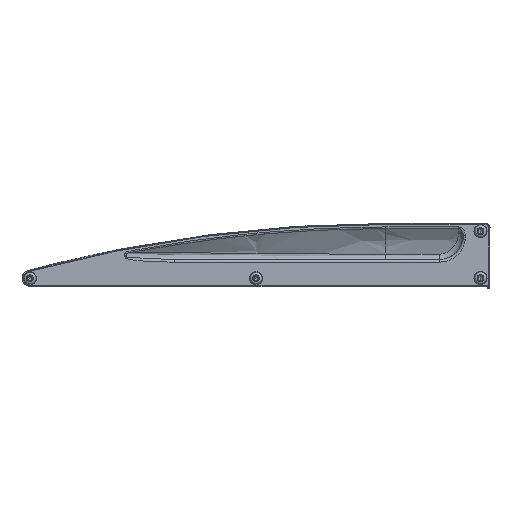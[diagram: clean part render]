
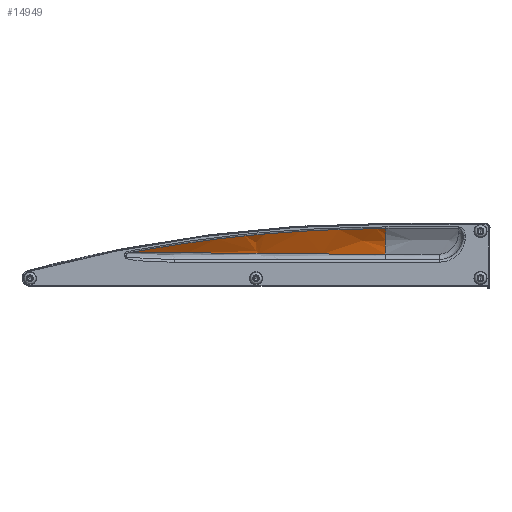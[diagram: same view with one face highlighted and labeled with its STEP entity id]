
A CAD part, front view. The second image highlights one B-rep face of the part: STEP entity #14949.
In plain terms, the highlighted free-form (B-spline) face has degree [3, 3] with [4, 8] control points.
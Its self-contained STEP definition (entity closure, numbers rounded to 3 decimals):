
#606=LINE('',#27435,#1323);
#1323=VECTOR('',#18564,10.);
#2338=FACE_OUTER_BOUND('',#3356,.T.);
#3356=EDGE_LOOP('',(#10428,#10429,#10430,#10431,#10432,#10433,#10434));
#4418=B_SPLINE_CURVE_WITH_KNOTS('',3,(#27414,#27415,#27416,#27417,#27418,
#27419,#27420,#27421,#27422,#27423,#27424,#27425,#27426,#27427,#27428,#27429,
#27430,#27431,#27432,#27433),.UNSPECIFIED.,.F.,.F.,(4,2,2,2,2,2,2,2,2,4),
(0.,0.02,0.04,0.061,0.081,
0.101,0.121,0.141,0.151,
0.162),.UNSPECIFIED.);
#4954=CIRCLE('',#16229,28.695);
#4955=CIRCLE('',#16230,878.403);
#4956=CIRCLE('',#16231,879.023);
#4957=CIRCLE('',#16232,878.288);
#5789=ELLIPSE('',#16233,843.731,809.704);
#6395=VERTEX_POINT('',#27266);
#6396=VERTEX_POINT('',#27267);
#6400=VERTEX_POINT('',#27413);
#6401=VERTEX_POINT('',#27434);
#6402=VERTEX_POINT('',#27436);
#6403=VERTEX_POINT('',#27438);
#6404=VERTEX_POINT('',#27440);
#7911=EDGE_CURVE('',#6395,#6396,#4954,.T.);
#7916=EDGE_CURVE('',#6396,#6400,#4418,.T.);
#7917=EDGE_CURVE('',#6401,#6395,#606,.T.);
#7918=EDGE_CURVE('',#6402,#6401,#4955,.T.);
#7919=EDGE_CURVE('',#6403,#6402,#4956,.T.);
#7920=EDGE_CURVE('',#6404,#6403,#4957,.T.);
#7921=EDGE_CURVE('',#6400,#6404,#5789,.T.);
#10428=ORIENTED_EDGE('',*,*,#7916,.F.);
#10429=ORIENTED_EDGE('',*,*,#7911,.F.);
#10430=ORIENTED_EDGE('',*,*,#7917,.F.);
#10431=ORIENTED_EDGE('',*,*,#7918,.F.);
#10432=ORIENTED_EDGE('',*,*,#7919,.F.);
#10433=ORIENTED_EDGE('',*,*,#7920,.F.);
#10434=ORIENTED_EDGE('',*,*,#7921,.F.);
#14548=(
BOUNDED_SURFACE()
B_SPLINE_SURFACE(3,3,((#27381,#27382,#27383,#27384,#27385,#27386,#27387,
#27388),(#27389,#27390,#27391,#27392,#27393,#27394,#27395,#27396),(#27397,
#27398,#27399,#27400,#27401,#27402,#27403,#27404),(#27405,#27406,#27407,
#27408,#27409,#27410,#27411,#27412)),.UNSPECIFIED.,.F.,.F.,.F.)
B_SPLINE_SURFACE_WITH_KNOTS((4,4),(4,2,2,4),(0.,1.),(0.,0.501,
0.994,1.),.UNSPECIFIED.)
GEOMETRIC_REPRESENTATION_ITEM()
RATIONAL_B_SPLINE_SURFACE(((1.,1.,1.,1.,1.,1.,1.,1.),(0.952,
0.952,0.952,0.952,0.952,0.952,
0.952,0.952),(0.952,0.952,0.952,
0.952,0.952,0.952,0.952,0.952),
(1.,1.,1.,1.,1.,1.,1.,1.)))
REPRESENTATION_ITEM('')
SURFACE()
);
#14949=ADVANCED_FACE('',(#2338),#14548,.T.);
#16229=AXIS2_PLACEMENT_3D('',#27268,#18560,#18561);
#16230=AXIS2_PLACEMENT_3D('',#27437,#18565,#18566);
#16231=AXIS2_PLACEMENT_3D('',#27439,#18567,#18568);
#16232=AXIS2_PLACEMENT_3D('',#27441,#18569,#18570);
#16233=AXIS2_PLACEMENT_3D('',#27442,#18571,#18572);
#18560=DIRECTION('center_axis',(-0.999,-0.052,
0.));
#18561=DIRECTION('ref_axis',(-0.052,0.993,0.11));
#18564=DIRECTION('',(1.,0.,0.));
#18565=DIRECTION('center_axis',(0.,1.,0.));
#18566=DIRECTION('ref_axis',(0.,0.,1.));
#18567=DIRECTION('center_axis',(0.,1.,
0.));
#18568=DIRECTION('ref_axis',(-0.007,0.,
1.));
#18569=DIRECTION('center_axis',(0.,1.,0.));
#18570=DIRECTION('ref_axis',(-0.088,0.,0.996));
#18571=DIRECTION('center_axis',(0.,1.,
0.));
#18572=DIRECTION('ref_axis',(0.987,0.,0.16));
#27266=CARTESIAN_POINT('',(-67.416,17.422,16.706));
#27267=CARTESIAN_POINT('',(-67.804,24.825,0.436));
#27268=CARTESIAN_POINT('Origin',(-66.312,-3.656,-2.734));
#27381=CARTESIAN_POINT('Ctrl Pts',(-235.01,17.,1.064));
#27382=CARTESIAN_POINT('Ctrl Pts',(-207.199,17.,6.458));
#27383=CARTESIAN_POINT('Ctrl Pts',(-179.127,17.,10.508));
#27384=CARTESIAN_POINT('Ctrl Pts',(-123.165,17.,15.838));
#27385=CARTESIAN_POINT('Ctrl Pts',(-95.28,17.,17.16));
#27386=CARTESIAN_POINT('Ctrl Pts',(-67.053,17.,17.155));
#27387=CARTESIAN_POINT('Ctrl Pts',(-66.711,17.,17.155));
#27388=CARTESIAN_POINT('Ctrl Pts',(-66.369,17.,17.155));
#27389=CARTESIAN_POINT('Ctrl Pts',(-234.245,22.198,-4.302));
#27390=CARTESIAN_POINT('Ctrl Pts',(-206.607,22.198,1.067));
#27391=CARTESIAN_POINT('Ctrl Pts',(-178.709,22.198,5.101));
#27392=CARTESIAN_POINT('Ctrl Pts',(-123.094,22.198,10.415));
#27393=CARTESIAN_POINT('Ctrl Pts',(-95.38,22.198,11.738));
#27394=CARTESIAN_POINT('Ctrl Pts',(-67.327,22.198,11.742));
#27395=CARTESIAN_POINT('Ctrl Pts',(-66.988,22.198,11.742));
#27396=CARTESIAN_POINT('Ctrl Pts',(-66.648,22.198,11.742));
#27397=CARTESIAN_POINT('Ctrl Pts',(-233.062,25.,-11.169));
#27398=CARTESIAN_POINT('Ctrl Pts',(-205.645,25.,-5.837));
#27399=CARTESIAN_POINT('Ctrl Pts',(-177.97,25.,-1.831));
#27400=CARTESIAN_POINT('Ctrl Pts',(-122.799,25.,3.451));
#27401=CARTESIAN_POINT('Ctrl Pts',(-95.306,25.,4.768));
#27402=CARTESIAN_POINT('Ctrl Pts',(-67.477,25.,4.776));
#27403=CARTESIAN_POINT('Ctrl Pts',(-67.14,25.,4.776));
#27404=CARTESIAN_POINT('Ctrl Pts',(-66.803,25.,4.776));
#27405=CARTESIAN_POINT('Ctrl Pts',(-231.631,25.,-18.541));
#27406=CARTESIAN_POINT('Ctrl Pts',(-204.451,25.,-13.256));
#27407=CARTESIAN_POINT('Ctrl Pts',(-177.015,25.,-9.284));
#27408=CARTESIAN_POINT('Ctrl Pts',(-122.323,25.,-4.048));
#27409=CARTESIAN_POINT('Ctrl Pts',(-95.068,25.,-2.742));
#27410=CARTESIAN_POINT('Ctrl Pts',(-67.48,25.,-2.734));
#27411=CARTESIAN_POINT('Ctrl Pts',(-67.146,25.,-2.734));
#27412=CARTESIAN_POINT('Ctrl Pts',(-66.812,25.,-2.734));
#27413=CARTESIAN_POINT('',(-228.982,17.422,1.754));
#27414=CARTESIAN_POINT('Ctrl Pts',(-67.804,24.825,0.436));
#27415=CARTESIAN_POINT('Ctrl Pts',(-74.535,24.824,0.436));
#27416=CARTESIAN_POINT('Ctrl Pts',(-81.266,24.815,0.445));
#27417=CARTESIAN_POINT('Ctrl Pts',(-94.728,24.772,0.48));
#27418=CARTESIAN_POINT('Ctrl Pts',(-101.459,24.739,0.506));
#27419=CARTESIAN_POINT('Ctrl Pts',(-114.92,24.635,0.573));
#27420=CARTESIAN_POINT('Ctrl Pts',(-121.65,24.563,0.615));
#27421=CARTESIAN_POINT('Ctrl Pts',(-135.11,24.358,0.714));
#27422=CARTESIAN_POINT('Ctrl Pts',(-141.839,24.224,0.771));
#27423=CARTESIAN_POINT('Ctrl Pts',(-155.294,23.858,0.896));
#27424=CARTESIAN_POINT('Ctrl Pts',(-162.021,23.626,0.965));
#27425=CARTESIAN_POINT('Ctrl Pts',(-175.469,23.013,1.112));
#27426=CARTESIAN_POINT('Ctrl Pts',(-182.187,22.633,1.19));
#27427=CARTESIAN_POINT('Ctrl Pts',(-195.604,21.654,1.351));
#27428=CARTESIAN_POINT('Ctrl Pts',(-202.304,21.057,1.434));
#27429=CARTESIAN_POINT('Ctrl Pts',(-212.333,19.914,1.557));
#27430=CARTESIAN_POINT('Ctrl Pts',(-215.674,19.492,1.598));
#27431=CARTESIAN_POINT('Ctrl Pts',(-222.342,18.542,1.678));
#27432=CARTESIAN_POINT('Ctrl Pts',(-225.667,18.016,1.717));
#27433=CARTESIAN_POINT('Ctrl Pts',(-228.982,17.422,1.754));
#27434=CARTESIAN_POINT('',(-67.55,17.422,16.706));
#27435=CARTESIAN_POINT('',(-67.55,17.422,16.706));
#27436=CARTESIAN_POINT('',(-73.631,17.422,16.685));
#27437=CARTESIAN_POINT('Origin',(-67.55,17.422,-861.697));
#27438=CARTESIAN_POINT('',(-144.982,17.422,13.289));
#27439=CARTESIAN_POINT('Origin',(-67.546,17.423,-862.317));
#27440=CARTESIAN_POINT('',(-157.548,17.422,12.086));
#27441=CARTESIAN_POINT('Origin',(-67.611,17.418,-861.585));
#27442=CARTESIAN_POINT('Origin',(-78.628,17.426,-793.89));
